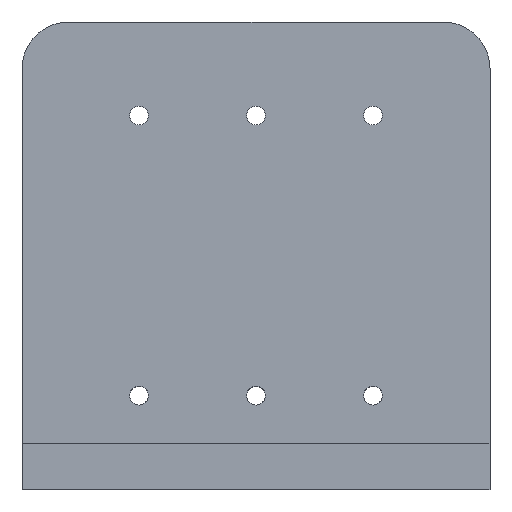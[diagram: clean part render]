
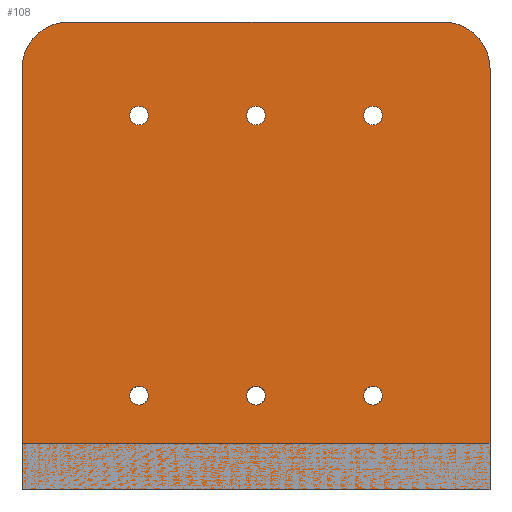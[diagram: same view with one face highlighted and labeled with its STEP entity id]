
A CAD part, left-side view. The second image highlights one B-rep face of the part: STEP entity #108.
In plain terms, the highlighted planar face has unit normal (-1, 0, 0).
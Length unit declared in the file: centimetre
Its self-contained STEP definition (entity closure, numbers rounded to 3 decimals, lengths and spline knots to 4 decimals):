
#57=FACE_BOUND('',#271,.T.);
#58=FACE_BOUND('',#272,.T.);
#59=FACE_BOUND('',#273,.T.);
#60=FACE_BOUND('',#274,.T.);
#61=FACE_BOUND('',#275,.T.);
#62=FACE_BOUND('',#276,.T.);
#108=ADVANCED_FACE('',(#176,#57,#58,#59,#60,#61,#62),#1412,.T.);
#176=FACE_OUTER_BOUND('',#270,.T.);
#270=EDGE_LOOP('',(#509,#510,#511,#512,#513,#514));
#271=EDGE_LOOP('',(#515,#516));
#272=EDGE_LOOP('',(#517,#518));
#273=EDGE_LOOP('',(#519,#520));
#274=EDGE_LOOP('',(#521,#522));
#275=EDGE_LOOP('',(#523,#524));
#276=EDGE_LOOP('',(#525,#526));
#509=ORIENTED_EDGE('',*,*,#801,.F.);
#510=ORIENTED_EDGE('',*,*,#802,.F.);
#511=ORIENTED_EDGE('',*,*,#799,.T.);
#512=ORIENTED_EDGE('',*,*,#831,.T.);
#513=ORIENTED_EDGE('',*,*,#800,.T.);
#514=ORIENTED_EDGE('',*,*,#805,.F.);
#515=ORIENTED_EDGE('',*,*,#811,.T.);
#516=ORIENTED_EDGE('',*,*,#836,.T.);
#517=ORIENTED_EDGE('',*,*,#814,.T.);
#518=ORIENTED_EDGE('',*,*,#839,.T.);
#519=ORIENTED_EDGE('',*,*,#817,.T.);
#520=ORIENTED_EDGE('',*,*,#842,.T.);
#521=ORIENTED_EDGE('',*,*,#820,.T.);
#522=ORIENTED_EDGE('',*,*,#845,.T.);
#523=ORIENTED_EDGE('',*,*,#823,.T.);
#524=ORIENTED_EDGE('',*,*,#848,.T.);
#525=ORIENTED_EDGE('',*,*,#826,.T.);
#526=ORIENTED_EDGE('',*,*,#851,.T.);
#799=EDGE_CURVE('',#1278,#1294,#1150,.T.);
#800=EDGE_CURVE('',#1295,#1299,#1151,.T.);
#801=EDGE_CURVE('',#1279,#1298,#1152,.T.);
#802=EDGE_CURVE('',#1278,#1279,#1153,.T.);
#805=EDGE_CURVE('',#1298,#1299,#964,.T.);
#811=EDGE_CURVE('',#1282,#1303,#965,.T.);
#814=EDGE_CURVE('',#1284,#1305,#967,.T.);
#817=EDGE_CURVE('',#1286,#1307,#969,.T.);
#820=EDGE_CURVE('',#1288,#1309,#971,.T.);
#823=EDGE_CURVE('',#1290,#1311,#973,.T.);
#826=EDGE_CURVE('',#1292,#1313,#975,.T.);
#831=EDGE_CURVE('',#1294,#1295,#978,.T.);
#836=EDGE_CURVE('',#1303,#1282,#980,.T.);
#839=EDGE_CURVE('',#1305,#1284,#982,.T.);
#842=EDGE_CURVE('',#1307,#1286,#984,.T.);
#845=EDGE_CURVE('',#1309,#1288,#986,.T.);
#848=EDGE_CURVE('',#1311,#1290,#988,.T.);
#851=EDGE_CURVE('',#1313,#1292,#990,.T.);
#964=TRIMMED_CURVE($,#1059,(#2356),(#2357),.T.,.CARTESIAN.);
#965=TRIMMED_CURVE($,#1060,(#2369),(#2370),.T.,.CARTESIAN.);
#967=TRIMMED_CURVE($,#1062,(#2377),(#2378),.T.,.CARTESIAN.);
#969=TRIMMED_CURVE($,#1064,(#2385),(#2386),.T.,.CARTESIAN.);
#971=TRIMMED_CURVE($,#1066,(#2393),(#2394),.T.,.CARTESIAN.);
#973=TRIMMED_CURVE($,#1068,(#2401),(#2402),.T.,.CARTESIAN.);
#975=TRIMMED_CURVE($,#1070,(#2409),(#2410),.T.,.CARTESIAN.);
#978=TRIMMED_CURVE($,#1073,(#2422),(#2423),.T.,.CARTESIAN.);
#980=TRIMMED_CURVE($,#1075,(#2434),(#2435),.T.,.CARTESIAN.);
#982=TRIMMED_CURVE($,#1077,(#2442),(#2443),.T.,.CARTESIAN.);
#984=TRIMMED_CURVE($,#1079,(#2450),(#2451),.T.,.CARTESIAN.);
#986=TRIMMED_CURVE($,#1081,(#2458),(#2459),.T.,.CARTESIAN.);
#988=TRIMMED_CURVE($,#1083,(#2466),(#2467),.T.,.CARTESIAN.);
#990=TRIMMED_CURVE($,#1085,(#2474),(#2475),.T.,.CARTESIAN.);
#1059=CIRCLE('',#1618,1.);
#1060=CIRCLE('',#1619,0.2);
#1062=CIRCLE('',#1621,0.2);
#1064=CIRCLE('',#1623,0.2);
#1066=CIRCLE('',#1625,0.2);
#1068=CIRCLE('',#1627,0.2);
#1070=CIRCLE('',#1629,0.2);
#1073=CIRCLE('',#1632,1.);
#1075=CIRCLE('',#1634,0.2);
#1077=CIRCLE('',#1636,0.2);
#1079=CIRCLE('',#1638,0.2);
#1081=CIRCLE('',#1640,0.2);
#1083=CIRCLE('',#1642,0.2);
#1085=CIRCLE('',#1644,0.2);
#1150=B_SPLINE_CURVE_WITH_KNOTS('',1,(#2343,#2344),.UNSPECIFIED.,.F.,.F.,
(2,2),(-22.,-13.),.UNSPECIFIED.);
#1151=B_SPLINE_CURVE_WITH_KNOTS('',1,(#2345,#2346),.UNSPECIFIED.,.F.,.F.,
(2,2),(1.,9.),.UNSPECIFIED.);
#1152=B_SPLINE_CURVE_WITH_KNOTS('',1,(#2347,#2348),.UNSPECIFIED.,.F.,.F.,
(2,2),(-22.,-13.),.UNSPECIFIED.);
#1153=B_SPLINE_CURVE_WITH_KNOTS('',1,(#2349,#2350),.UNSPECIFIED.,.F.,.F.,
(2,2),(0.,10.),.UNSPECIFIED.);
#1278=VERTEX_POINT('',#2307);
#1279=VERTEX_POINT('',#2308);
#1282=VERTEX_POINT('',#2311);
#1284=VERTEX_POINT('',#2313);
#1286=VERTEX_POINT('',#2315);
#1288=VERTEX_POINT('',#2317);
#1290=VERTEX_POINT('',#2319);
#1292=VERTEX_POINT('',#2321);
#1294=VERTEX_POINT('',#2323);
#1295=VERTEX_POINT('',#2324);
#1298=VERTEX_POINT('',#2327);
#1299=VERTEX_POINT('',#2328);
#1303=VERTEX_POINT('',#2332);
#1305=VERTEX_POINT('',#2334);
#1307=VERTEX_POINT('',#2336);
#1309=VERTEX_POINT('',#2338);
#1311=VERTEX_POINT('',#2340);
#1313=VERTEX_POINT('',#2342);
#1412=PLANE('',#1600);
#1600=AXIS2_PLACEMENT_3D('',#2289,#1824,$);
#1618=AXIS2_PLACEMENT_3D($,#2355,#1842,#1843);
#1619=AXIS2_PLACEMENT_3D($,#2368,#1844,#1845);
#1621=AXIS2_PLACEMENT_3D($,#2376,#1848,#1849);
#1623=AXIS2_PLACEMENT_3D($,#2384,#1852,#1853);
#1625=AXIS2_PLACEMENT_3D($,#2392,#1856,#1857);
#1627=AXIS2_PLACEMENT_3D($,#2400,#1860,#1861);
#1629=AXIS2_PLACEMENT_3D($,#2408,#1864,#1865);
#1632=AXIS2_PLACEMENT_3D($,#2421,#1870,#1871);
#1634=AXIS2_PLACEMENT_3D($,#2433,#1874,#1875);
#1636=AXIS2_PLACEMENT_3D($,#2441,#1878,#1879);
#1638=AXIS2_PLACEMENT_3D($,#2449,#1882,#1883);
#1640=AXIS2_PLACEMENT_3D($,#2457,#1886,#1887);
#1642=AXIS2_PLACEMENT_3D($,#2465,#1890,#1891);
#1644=AXIS2_PLACEMENT_3D($,#2473,#1894,#1895);
#1824=DIRECTION('',(-1.,0.,0.));
#1842=DIRECTION('',(1.,0.,0.));
#1843=DIRECTION('',(0.,1.,0.));
#1844=DIRECTION('',(1.,0.,0.));
#1845=DIRECTION('',(0.,1.,0.));
#1848=DIRECTION('',(1.,0.,0.));
#1849=DIRECTION('',(0.,1.,0.));
#1852=DIRECTION('',(1.,0.,0.));
#1853=DIRECTION('',(0.,1.,0.));
#1856=DIRECTION('',(1.,0.,0.));
#1857=DIRECTION('',(0.,1.,0.));
#1860=DIRECTION('',(1.,0.,0.));
#1861=DIRECTION('',(0.,1.,0.));
#1864=DIRECTION('',(1.,0.,0.));
#1865=DIRECTION('',(0.,1.,0.));
#1870=DIRECTION('',(-1.,0.,0.));
#1871=DIRECTION('',(0.,-1.,0.));
#1874=DIRECTION('',(1.,0.,0.));
#1875=DIRECTION('',(0.,-1.,0.));
#1878=DIRECTION('',(1.,0.,0.));
#1879=DIRECTION('',(0.,-1.,0.));
#1882=DIRECTION('',(1.,0.,0.));
#1883=DIRECTION('',(0.,-1.,0.));
#1886=DIRECTION('',(1.,0.,0.));
#1887=DIRECTION('',(0.,-1.,0.));
#1890=DIRECTION('',(1.,0.,0.));
#1891=DIRECTION('',(0.,-1.,0.));
#1894=DIRECTION('',(1.,0.,0.));
#1895=DIRECTION('',(0.,-1.,0.));
#2289=CARTESIAN_POINT('',(-5.0001,-5.,113.4194));
#2307=CARTESIAN_POINT('',(-5.0001,-5.,113.4194));
#2308=CARTESIAN_POINT('',(-5.0001,5.,113.4194));
#2311=CARTESIAN_POINT('',(-5.0001,2.7,121.4194));
#2313=CARTESIAN_POINT('',(-5.0001,0.2,121.4194));
#2315=CARTESIAN_POINT('',(-5.0001,-2.3,121.4194));
#2317=CARTESIAN_POINT('',(-5.0001,2.7,115.4348));
#2319=CARTESIAN_POINT('',(-5.0001,-2.3,115.4348));
#2321=CARTESIAN_POINT('',(-5.0001,0.2,115.4348));
#2323=CARTESIAN_POINT('',(-5.0001,-5.,122.4194));
#2324=CARTESIAN_POINT('',(-5.0001,-4.,123.4194));
#2327=CARTESIAN_POINT('',(-5.0001,5.,122.4194));
#2328=CARTESIAN_POINT('',(-5.0001,4.,123.4194));
#2332=CARTESIAN_POINT('',(-5.0001,2.3,121.4194));
#2334=CARTESIAN_POINT('',(-5.0001,-0.2,121.4194));
#2336=CARTESIAN_POINT('',(-5.0001,-2.7,121.4194));
#2338=CARTESIAN_POINT('',(-5.0001,2.3,115.4348));
#2340=CARTESIAN_POINT('',(-5.0001,-2.7,115.4348));
#2342=CARTESIAN_POINT('',(-5.0001,-0.2,115.4348));
#2343=CARTESIAN_POINT('',(-5.0001,-5.,113.4194));
#2344=CARTESIAN_POINT('',(-5.0001,-5.,122.4194));
#2345=CARTESIAN_POINT('',(-5.0001,-4.,123.4194));
#2346=CARTESIAN_POINT('',(-5.0001,4.,123.4194));
#2347=CARTESIAN_POINT('',(-5.0001,5.,113.4194));
#2348=CARTESIAN_POINT('',(-5.0001,5.,122.4194));
#2349=CARTESIAN_POINT('',(-5.0001,-5.,113.4194));
#2350=CARTESIAN_POINT('',(-5.0001,5.,113.4194));
#2355=CARTESIAN_POINT('',(-5.0001,4.,122.4194));
#2356=CARTESIAN_POINT('',(-5.0001,5.,122.4194));
#2357=CARTESIAN_POINT('',(-5.0001,4.,123.4194));
#2368=CARTESIAN_POINT('',(-5.0001,2.5,121.4194));
#2369=CARTESIAN_POINT('',(-5.0001,2.7,121.4194));
#2370=CARTESIAN_POINT('',(-5.0001,2.3,121.4194));
#2376=CARTESIAN_POINT('',(-5.0001,0.,121.4194));
#2377=CARTESIAN_POINT('',(-5.0001,0.2,121.4194));
#2378=CARTESIAN_POINT('',(-5.0001,-0.2,121.4194));
#2384=CARTESIAN_POINT('',(-5.0001,-2.5,121.4194));
#2385=CARTESIAN_POINT('',(-5.0001,-2.3,121.4194));
#2386=CARTESIAN_POINT('',(-5.0001,-2.7,121.4194));
#2392=CARTESIAN_POINT('',(-5.0001,2.5,115.4348));
#2393=CARTESIAN_POINT('',(-5.0001,2.7,115.4348));
#2394=CARTESIAN_POINT('',(-5.0001,2.3,115.4348));
#2400=CARTESIAN_POINT('',(-5.0001,-2.5,115.4348));
#2401=CARTESIAN_POINT('',(-5.0001,-2.3,115.4348));
#2402=CARTESIAN_POINT('',(-5.0001,-2.7,115.4348));
#2408=CARTESIAN_POINT('',(-5.0001,0.,115.4348));
#2409=CARTESIAN_POINT('',(-5.0001,0.2,115.4348));
#2410=CARTESIAN_POINT('',(-5.0001,-0.2,115.4348));
#2421=CARTESIAN_POINT('',(-5.0001,-4.,122.4194));
#2422=CARTESIAN_POINT('',(-5.0001,-5.,122.4194));
#2423=CARTESIAN_POINT('',(-5.0001,-4.,123.4194));
#2433=CARTESIAN_POINT('',(-5.0001,2.5,121.4194));
#2434=CARTESIAN_POINT('',(-5.0001,2.3,121.4194));
#2435=CARTESIAN_POINT('',(-5.0001,2.7,121.4194));
#2441=CARTESIAN_POINT('',(-5.0001,0.,121.4194));
#2442=CARTESIAN_POINT('',(-5.0001,-0.2,121.4194));
#2443=CARTESIAN_POINT('',(-5.0001,0.2,121.4194));
#2449=CARTESIAN_POINT('',(-5.0001,-2.5,121.4194));
#2450=CARTESIAN_POINT('',(-5.0001,-2.7,121.4194));
#2451=CARTESIAN_POINT('',(-5.0001,-2.3,121.4194));
#2457=CARTESIAN_POINT('',(-5.0001,2.5,115.4348));
#2458=CARTESIAN_POINT('',(-5.0001,2.3,115.4348));
#2459=CARTESIAN_POINT('',(-5.0001,2.7,115.4348));
#2465=CARTESIAN_POINT('',(-5.0001,-2.5,115.4348));
#2466=CARTESIAN_POINT('',(-5.0001,-2.7,115.4348));
#2467=CARTESIAN_POINT('',(-5.0001,-2.3,115.4348));
#2473=CARTESIAN_POINT('',(-5.0001,0.,115.4348));
#2474=CARTESIAN_POINT('',(-5.0001,-0.2,115.4348));
#2475=CARTESIAN_POINT('',(-5.0001,0.2,115.4348));
